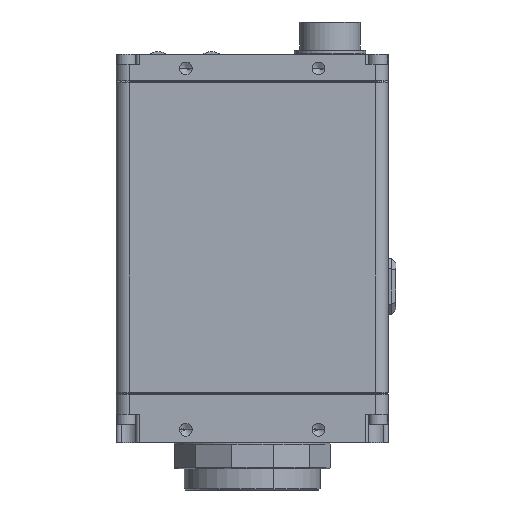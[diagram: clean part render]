
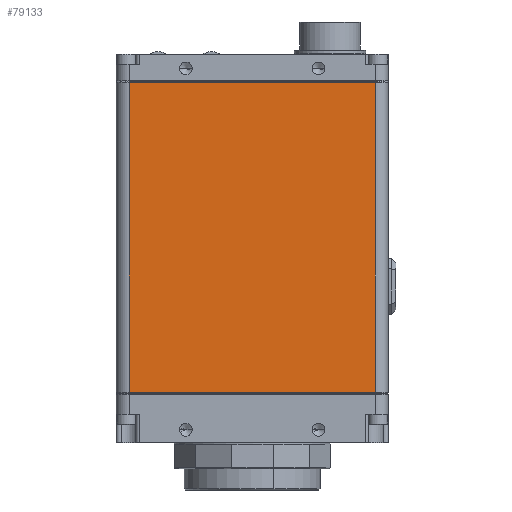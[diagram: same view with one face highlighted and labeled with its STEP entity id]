
A CAD part, front view. The second image highlights one B-rep face of the part: STEP entity #79133.
In plain terms, the highlighted face is planar.
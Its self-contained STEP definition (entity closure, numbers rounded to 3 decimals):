
#5848 = AXIS2_PLACEMENT_3D ( 'NONE', #59290, #58871, #58840 ) ;
#6327 = DIRECTION ( 'NONE',  ( 0., 0., -1. ) ) ;
#6563 = CARTESIAN_POINT ( 'NONE',  ( -24.13, 16.51, 61.214 ) ) ;
#7565 = VERTEX_POINT ( 'NONE', #166716 ) ;
#7993 = LINE ( 'NONE', #55501, #84027 ) ;
#16412 = LINE ( 'NONE', #78116, #132392 ) ;
#23287 = VECTOR ( 'NONE', #47240, 1000. ) ;
#28574 = ORIENTED_EDGE ( 'NONE', *, *, #168881, .F. ) ;
#37919 = ORIENTED_EDGE ( 'NONE', *, *, #168387, .F. ) ;
#47240 = DIRECTION ( 'NONE',  ( 0., 0., 1. ) ) ;
#47471 = CARTESIAN_POINT ( 'NONE',  ( 24.13, 16.51, 61.214 ) ) ;
#55131 = DIRECTION ( 'NONE',  ( -1., 0., 0. ) ) ;
#55501 = CARTESIAN_POINT ( 'NONE',  ( -26.67, 16.51, 60.96 ) ) ;
#58840 = DIRECTION ( 'NONE',  ( 1., 0., 0. ) ) ;
#58871 = DIRECTION ( 'NONE',  ( 0., -1., 0. ) ) ;
#59290 = CARTESIAN_POINT ( 'NONE',  ( -26.67, 16.51, 61.214 ) ) ;
#61985 = PLANE ( 'NONE',  #5848 ) ;
#75352 = DIRECTION ( 'NONE',  ( 1., 0., 0. ) ) ;
#78116 = CARTESIAN_POINT ( 'NONE',  ( -26.67, 16.51, 0.254 ) ) ;
#79133 = ADVANCED_FACE ( 'NONE', ( #99032 ), #61985, .F. ) ;
#84027 = VECTOR ( 'NONE', #55131, 1000. ) ;
#99032 = FACE_OUTER_BOUND ( 'NONE', #124044, .T. ) ;
#104554 = CARTESIAN_POINT ( 'NONE',  ( 24.13, 16.51, 0.254 ) ) ;
#105035 = CARTESIAN_POINT ( 'NONE',  ( 24.13, 16.51, 60.96 ) ) ;
#109543 = VECTOR ( 'NONE', #6327, 1000. ) ;
#110172 = ORIENTED_EDGE ( 'NONE', *, *, #169975, .F. ) ;
#111815 = VERTEX_POINT ( 'NONE', #104554 ) ;
#124044 = EDGE_LOOP ( 'NONE', ( #110172, #28574, #37919, #189916 ) ) ;
#132392 = VECTOR ( 'NONE', #75352, 1000. ) ;
#139034 = LINE ( 'NONE', #47471, #23287 ) ;
#155858 = VERTEX_POINT ( 'NONE', #185773 ) ;
#166716 = CARTESIAN_POINT ( 'NONE',  ( -24.13, 16.51, 60.96 ) ) ;
#168387 = EDGE_CURVE ( 'NONE', #183608, #7565, #7993, .T. ) ;
#168881 = EDGE_CURVE ( 'NONE', #7565, #155858, #186457, .T. ) ;
#169975 = EDGE_CURVE ( 'NONE', #155858, #111815, #16412, .T. ) ;
#170266 = EDGE_CURVE ( 'NONE', #111815, #183608, #139034, .T. ) ;
#183608 = VERTEX_POINT ( 'NONE', #105035 ) ;
#185773 = CARTESIAN_POINT ( 'NONE',  ( -24.13, 16.51, 0.254 ) ) ;
#186457 = LINE ( 'NONE', #6563, #109543 ) ;
#189916 = ORIENTED_EDGE ( 'NONE', *, *, #170266, .F. ) ;
